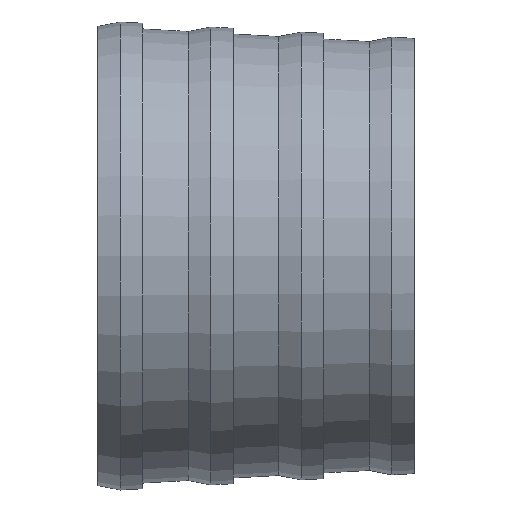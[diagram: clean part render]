
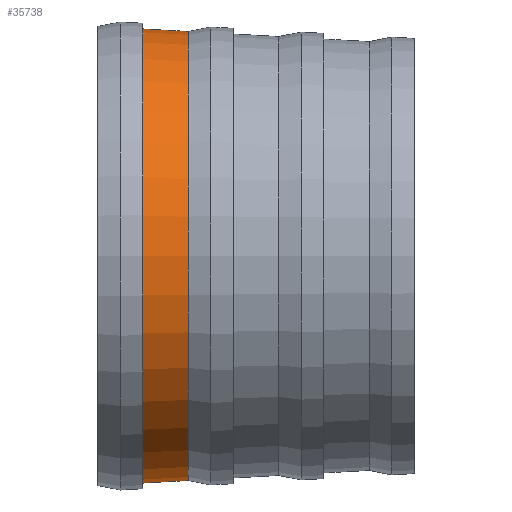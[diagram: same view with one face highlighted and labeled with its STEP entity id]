
A CAD part, top view. The second image highlights one B-rep face of the part: STEP entity #35738.
In plain terms, the highlighted conical face has half-angle 3.2 degrees and reference radius 2532.99 mm.
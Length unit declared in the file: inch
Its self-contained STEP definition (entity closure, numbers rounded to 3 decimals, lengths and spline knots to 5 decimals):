
#8393=CARTESIAN_POINT('',(220.,0.,0.));
#8394=DIRECTION('',(1.,0.,0.));
#8395=DIRECTION('',(0.,1.,0.));
#8396=AXIS2_PLACEMENT_3D('',#8393,#8394,#8395);
#8401=DIRECTION('',(-0.998,0.056,0.));
#8402=VECTOR('',#8401,20.03123);
#8403=CARTESIAN_POINT('',(240.,99.16477,0.));
#8404=LINE('',#8403,#8402);
#8408=DIRECTION('',(-0.998,-0.056,0.));
#8409=VECTOR('',#8408,20.03123);
#8410=CARTESIAN_POINT('',(240.,-99.16477,0.));
#8411=LINE('',#8410,#8409);
#8423=CARTESIAN_POINT('',(240.,0.,0.));
#8424=DIRECTION('',(1.,0.,0.));
#8425=DIRECTION('',(0.,1.,0.));
#8426=AXIS2_PLACEMENT_3D('',#8423,#8424,#8425);
#34085=CARTESIAN_POINT('',(240.,99.16477,0.));
#34086=VERTEX_POINT('',#34085);
#34087=CARTESIAN_POINT('',(220.,100.28295,0.));
#34088=VERTEX_POINT('',#34087);
#34143=CARTESIAN_POINT('',(240.,-99.16477,0.));
#34144=VERTEX_POINT('',#34143);
#34145=CARTESIAN_POINT('',(220.,-100.28295,0.));
#34146=VERTEX_POINT('',#34145);
#35726=CARTESIAN_POINT('',(230.,0.,0.));
#35727=DIRECTION('',(-1.,0.,0.));
#35728=DIRECTION('',(0.,1.,0.));
#35729=AXIS2_PLACEMENT_3D('',#35726,#35727,#35728);
#35730=CONICAL_SURFACE('',#35729,99.72386,3.2);
#35731=ORIENTED_EDGE('',*,*,#35709,.F.);
#35733=ORIENTED_EDGE('',*,*,#35732,.T.);
#35734=ORIENTED_EDGE('',*,*,#35712,.T.);
#35735=ORIENTED_EDGE('',*,*,#35692,.F.);
#35736=EDGE_LOOP('',(#35731,#35733,#35734,#35735));
#35737=FACE_OUTER_BOUND('',#35736,.F.);
#8397=CIRCLE('',#8396,100.28295);
#8427=CIRCLE('',#8426,99.16477);
#35692=EDGE_CURVE('',#34088,#34146,#8397,.T.);
#35709=EDGE_CURVE('',#34086,#34088,#8404,.T.);
#35712=EDGE_CURVE('',#34144,#34146,#8411,.T.);
#35732=EDGE_CURVE('',#34086,#34144,#8427,.T.);
#35738=ADVANCED_FACE('',(#35737),#35730,.T.);
